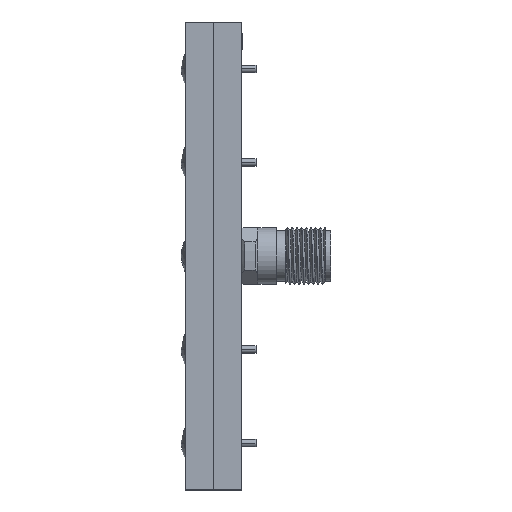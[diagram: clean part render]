
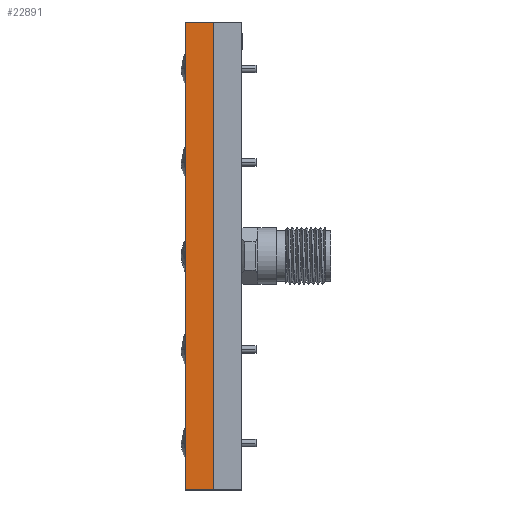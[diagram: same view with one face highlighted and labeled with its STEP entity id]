
A CAD part, left-side view. The second image highlights one B-rep face of the part: STEP entity #22891.
In plain terms, the highlighted planar face has unit normal (-1, 0, 0).
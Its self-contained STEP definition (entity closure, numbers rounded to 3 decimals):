
#188 = DIRECTION ( 'NONE',  ( 0., 0., 1. ) ) ;
#2034 = CARTESIAN_POINT ( 'NONE',  ( -25., 0., 25. ) ) ;
#2990 = ORIENTED_EDGE ( 'NONE', *, *, #33498, .T. ) ;
#4367 = VERTEX_POINT ( 'NONE', #30588 ) ;
#5177 = FACE_OUTER_BOUND ( 'NONE', #14948, .T. ) ;
#5693 = EDGE_CURVE ( 'NONE', #20122, #10771, #13917, .T. ) ;
#6512 = ORIENTED_EDGE ( 'NONE', *, *, #19611, .F. ) ;
#8881 = DIRECTION ( 'NONE',  ( 0., -1., 0. ) ) ;
#10758 = DIRECTION ( 'NONE',  ( 0., 0., -1. ) ) ;
#10771 = VERTEX_POINT ( 'NONE', #2034 ) ;
#11555 = CARTESIAN_POINT ( 'NONE',  ( -25., 3., -25. ) ) ;
#11941 = VECTOR ( 'NONE', #8881, 1000. ) ;
#13187 = CARTESIAN_POINT ( 'NONE',  ( -25., 3., -25. ) ) ;
#13917 = LINE ( 'NONE', #27852, #33410 ) ;
#14047 = ORIENTED_EDGE ( 'NONE', *, *, #19153, .T. ) ;
#14165 = CARTESIAN_POINT ( 'NONE',  ( -25., 3., 25. ) ) ;
#14948 = EDGE_LOOP ( 'NONE', ( #14047, #28291, #6512, #2990 ) ) ;
#16037 = CARTESIAN_POINT ( 'NONE',  ( -25., 3., -25. ) ) ;
#16626 = AXIS2_PLACEMENT_3D ( 'NONE', #26508, #26625, #10758 ) ;
#17357 = VECTOR ( 'NONE', #188, 1000. ) ;
#18947 = LINE ( 'NONE', #16037, #25270 ) ;
#19153 = EDGE_CURVE ( 'NONE', #4367, #10771, #31436, .T. ) ;
#19611 = EDGE_CURVE ( 'NONE', #23959, #20122, #18947, .T. ) ;
#20122 = VERTEX_POINT ( 'NONE', #14165 ) ;
#21247 = PLANE ( 'NONE',  #16626 ) ;
#22891 = ADVANCED_FACE ( 'NONE', ( #5177 ), #21247, .F. ) ;
#23959 = VERTEX_POINT ( 'NONE', #13187 ) ;
#24072 = DIRECTION ( 'NONE',  ( 0., 0., 1. ) ) ;
#25270 = VECTOR ( 'NONE', #24072, 1000. ) ;
#26057 = LINE ( 'NONE', #11555, #11941 ) ;
#26508 = CARTESIAN_POINT ( 'NONE',  ( -25., 3., -25. ) ) ;
#26625 = DIRECTION ( 'NONE',  ( 1., 0., 0. ) ) ;
#27852 = CARTESIAN_POINT ( 'NONE',  ( -25., 3., 25. ) ) ;
#27973 = DIRECTION ( 'NONE',  ( 0., -1., 0. ) ) ;
#28291 = ORIENTED_EDGE ( 'NONE', *, *, #5693, .F. ) ;
#30588 = CARTESIAN_POINT ( 'NONE',  ( -25., 0., -25. ) ) ;
#31436 = LINE ( 'NONE', #31922, #17357 ) ;
#31922 = CARTESIAN_POINT ( 'NONE',  ( -25., 0., -25. ) ) ;
#33410 = VECTOR ( 'NONE', #27973, 1000. ) ;
#33498 = EDGE_CURVE ( 'NONE', #23959, #4367, #26057, .T. ) ;
